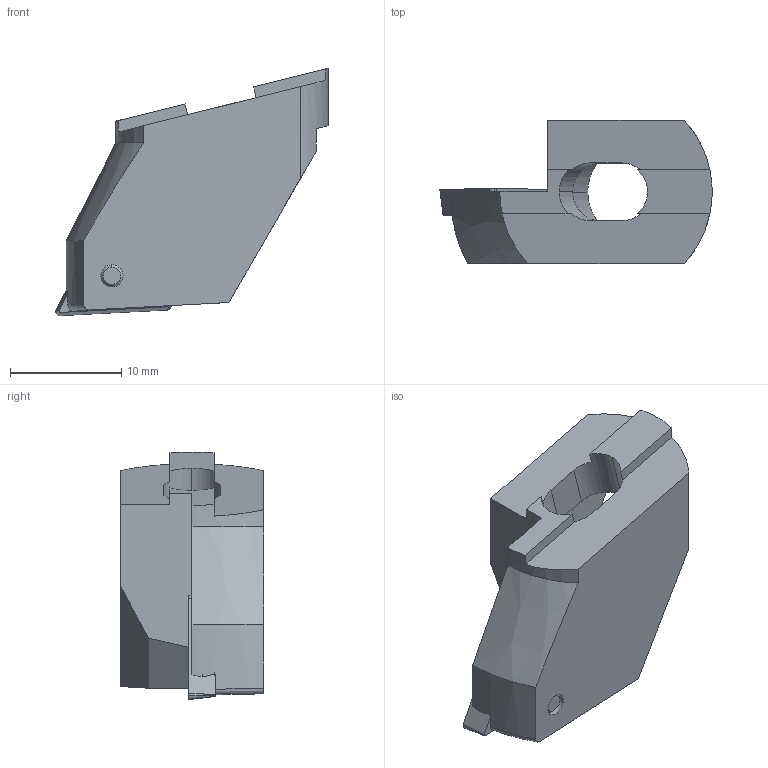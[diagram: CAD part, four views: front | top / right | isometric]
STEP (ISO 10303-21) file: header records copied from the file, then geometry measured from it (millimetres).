
FILE_DESCRIPTION(('no description'),'unknown implementation level');
FILE_NAME('FBFCA47E-B343-41D7-8D34-B4EF862502DA_export.stp',' ',('CIMSOURCE GmbH'),('CADClick - KiM GmbH - www.kimweb.de'),'unknown preprocess','ACIS','unknown authorization');
FILE_SCHEMA(('automotive_design'));
Length unit declared in the file: millimetre
Products named in the file (5): 615.303 Kaiser E27_33 TC11|694.122 Kaiser ETL M2.5x6.5 T7 IP 10S;Kreismuster1; 615.303 Kaiser E27_33 TC11|655.383 Kaiser TCGT 110204 K10C;Kombinieren1; 615.303 Kaiser E27_33 TC11|615.303 Kaiser E27_33 TC11-2;Verrundung1; 615.303 Kaiser E27_33 TC11|615.303 Kaiser E27_33 TC11-1;<N016.05 (TC 1102) PLS rechts Freistellung neutral>-<<655.321>-<Kombinieren1>>; 615.303 Kaiser E27_33 TC11|615.303 Kaiser E27_33 TC11;<N016.05 (TC 1102) PLS rechts Freistellung neutral>-<<0640.021>-<Kombinieren1>>
Bounding box: 24.5 x 12.9 x 22.26 mm (x, y, z)
Volume: 2353.8 mm3; surface area: 2334 mm2
Topology: 5 solids, 5 shells, 142 faces, 358 edges, 226 vertices
Faces by surface type: plane 51, cylinder 41, cone 39, torus 10, bspline 1
Entity records: 8907 total; most frequent: CARTESIAN_POINT 1161, DIRECTION 819, STYLED_ITEM 731, PRESENTATION_STYLE_ASSIGNMENT 731, COLOUR_RGB 731, ORIENTED_EDGE 716, EDGE_CURVE 358, CURVE_STYLE 358
